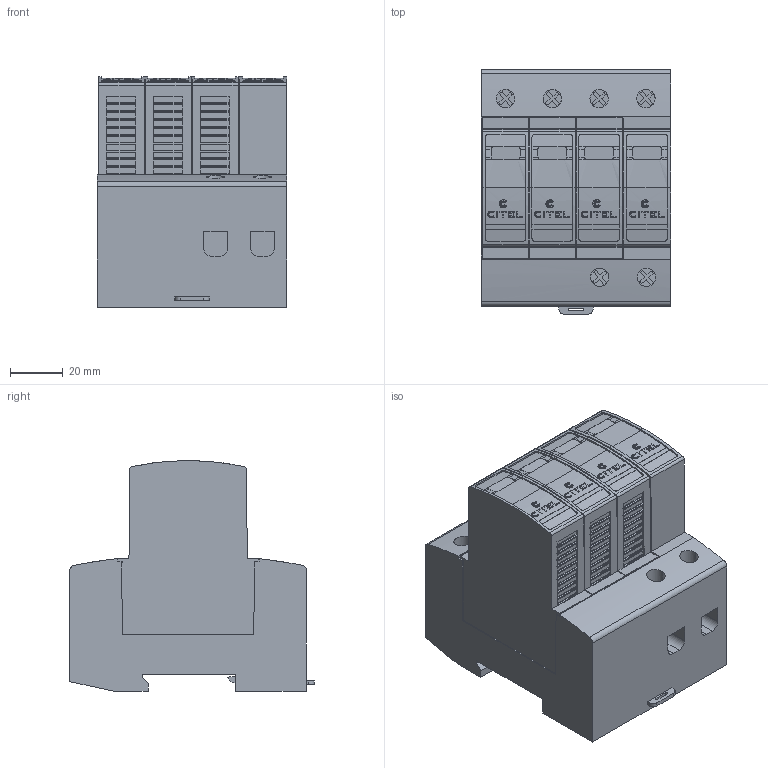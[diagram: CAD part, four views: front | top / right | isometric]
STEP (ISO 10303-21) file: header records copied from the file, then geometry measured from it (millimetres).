
FILE_DESCRIPTION(('STEP AP242'),'1');
FILE_NAME('dac1-13vg-31-275.stp','2021-11-08T12:16:21',('TraceParts'),('TraceParts S.A.'),'Spatial InterOp 3D',' ',' ');
FILE_SCHEMA(('AP242_MANAGED_MODEL_BASED_3D_ENGINEERING_MIM_LF {1 0 10303 442 1 1 4}'));
Length unit declared in the file: millimetre
Products named in the file (1): dac1-13vg-31-275
Bounding box: 72 x 93 x 87.81 mm (x, y, z)
Volume: 402594.3 mm3; surface area: 63983.3 mm2
Topology: 1 solids, 1 shells, 1160 faces, 3141 edges, 2078 vertices
Faces by surface type: plane 878, cylinder 282
Entity records: 48327 total; most frequent: CARTESIAN_POINT 9342, ORIENTED_EDGE 6282, DIRECTION 6037, EDGE_CURVE 3141, LINE 2259, VECTOR 2259, VERTEX_POINT 2078, AXIS2_PLACEMENT_3D 1889
